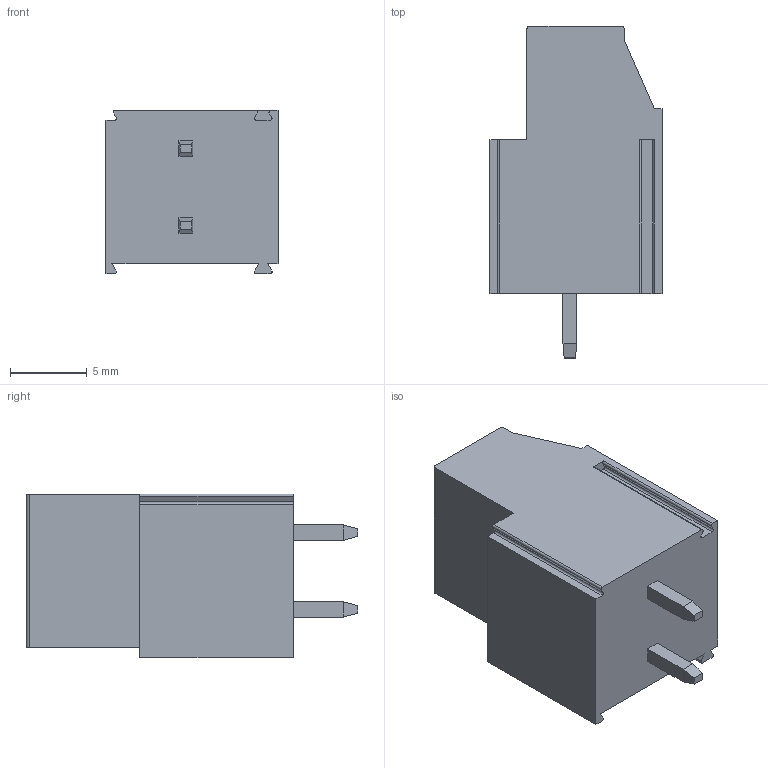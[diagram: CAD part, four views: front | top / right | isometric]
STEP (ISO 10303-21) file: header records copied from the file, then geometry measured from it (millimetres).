
FILE_DESCRIPTION((''),'2;1');
FILE_NAME('PRT0001','2025-01-08T',('sj'),(''),'PRO/ENGINEER BY PARAMETRIC TECHNOLOGY CORPORATION, 2013240','PRO/ENGINEER BY PARAMETRIC TECHNOLOGY CORPORATION, 2013240','');
FILE_SCHEMA(('AUTOMOTIVE_DESIGN_CC2 { 1 2 10303 214 -1 1 5 2 }'));
Length unit declared in the file: millimetre
Products named in the file (1): PRT0001
Bounding box: 11.2 x 21.6 x 10.65 mm (x, y, z)
Volume: 1575.7 mm3; surface area: 1179.2 mm2
Topology: 1 solids, 1 shells, 118 faces, 292 edges, 184 vertices
Faces by surface type: plane 83, cylinder 27, cone 8
Entity records: 3462 total; most frequent: CARTESIAN_POINT 594, DIRECTION 590, ORIENTED_EDGE 584, EDGE_CURVE 292, VECTOR 230, LINE 230, VERTEX_POINT 184, AXIS2_PLACEMENT_3D 180
